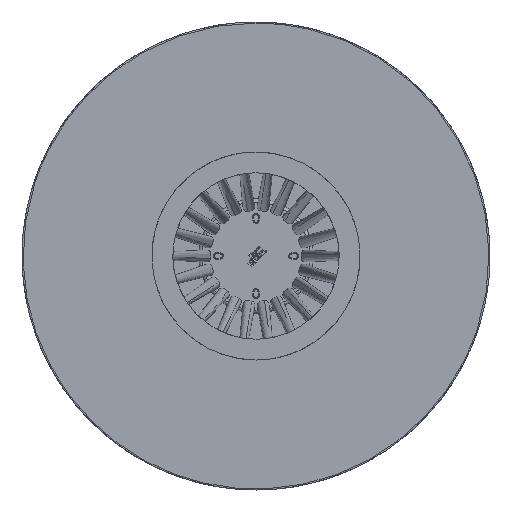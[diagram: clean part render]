
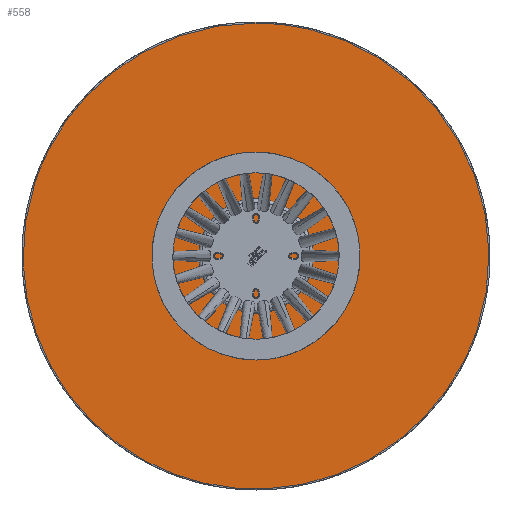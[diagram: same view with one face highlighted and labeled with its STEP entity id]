
A CAD part, front view. The second image highlights one B-rep face of the part: STEP entity #558.
In plain terms, the highlighted planar face has unit normal (0, -1, 0).
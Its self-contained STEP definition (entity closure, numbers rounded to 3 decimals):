
#558=ADVANCED_FACE('',(#989),#5926,.T.);
#989=FACE_OUTER_BOUND('',#1420,.T.);
#1420=EDGE_LOOP('',(#2871,#2872,#2873));
#2871=ORIENTED_EDGE('',*,*,#3939,.T.);
#2872=ORIENTED_EDGE('',*,*,#3938,.T.);
#2873=ORIENTED_EDGE('',*,*,#3937,.T.);
#3937=EDGE_CURVE('',#5470,#5471,#4983,.T.);
#3938=EDGE_CURVE('',#5472,#5470,#4984,.T.);
#3939=EDGE_CURVE('',#5471,#5472,#4985,.T.);
#4983=(
BOUNDED_CURVE()
B_SPLINE_CURVE(2,(#17537,#17538,#17539,#17540,#17541),.UNSPECIFIED.,.F.,
 .F.)
B_SPLINE_CURVE_WITH_KNOTS((3,2,3),(0.,422.23,844.46),
 .UNSPECIFIED.)
CURVE()
GEOMETRIC_REPRESENTATION_ITEM()
RATIONAL_B_SPLINE_CURVE((1.,0.891,1.,0.891,1.))
REPRESENTATION_ITEM('')
);
#4984=(
BOUNDED_CURVE()
B_SPLINE_CURVE(2,(#17542,#17543,#17544,#17545,#17546),.UNSPECIFIED.,.F.,
 .F.)
B_SPLINE_CURVE_WITH_KNOTS((3,2,3),(0.,703.717,1407.434),
 .UNSPECIFIED.)
CURVE()
GEOMETRIC_REPRESENTATION_ITEM()
RATIONAL_B_SPLINE_CURVE((1.,0.707,1.,0.707,1.))
REPRESENTATION_ITEM('')
);
#4985=(
BOUNDED_CURVE()
B_SPLINE_CURVE(2,(#17547,#17548,#17549),.UNSPECIFIED.,.F.,.F.)
B_SPLINE_CURVE_WITH_KNOTS((3,3),(0.,562.973),.UNSPECIFIED.)
CURVE()
GEOMETRIC_REPRESENTATION_ITEM()
RATIONAL_B_SPLINE_CURVE((1.,0.809,1.))
REPRESENTATION_ITEM('')
);
#5470=VERTEX_POINT('',#17499);
#5471=VERTEX_POINT('',#17500);
#5472=VERTEX_POINT('',#17501);
#5926=PLANE('',#6117);
#6117=AXIS2_PLACEMENT_3D('',#17419,#6291,$);
#6291=DIRECTION('',(0.,-1.,0.));
#17419=CARTESIAN_POINT('',(-448.,430.,-448.));
#17499=CARTESIAN_POINT('',(426.073,430.,-138.44));
#17500=CARTESIAN_POINT('',(0.,430.,448.));
#17501=CARTESIAN_POINT('',(-426.073,430.,138.44));
#17537=CARTESIAN_POINT('',(426.073,430.,-138.44));
#17538=CARTESIAN_POINT('',(496.612,430.,78.656));
#17539=CARTESIAN_POINT('',(362.44,430.,263.328));
#17540=CARTESIAN_POINT('',(228.267,430.,448.));
#17541=CARTESIAN_POINT('',(0.,430.,448.));
#17542=CARTESIAN_POINT('',(-426.073,430.,138.44));
#17543=CARTESIAN_POINT('',(-564.513,430.,-287.634));
#17544=CARTESIAN_POINT('',(-138.44,430.,-426.073));
#17545=CARTESIAN_POINT('',(287.634,430.,-564.513));
#17546=CARTESIAN_POINT('',(426.073,430.,-138.44));
#17547=CARTESIAN_POINT('',(0.,430.,448.));
#17548=CARTESIAN_POINT('',(-325.491,430.,448.));
#17549=CARTESIAN_POINT('',(-426.073,430.,138.44));
